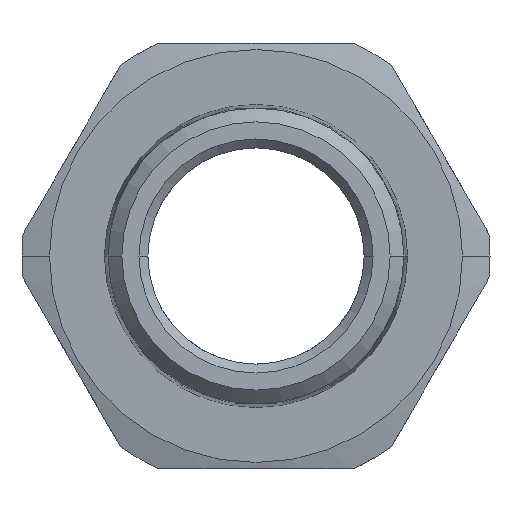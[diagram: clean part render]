
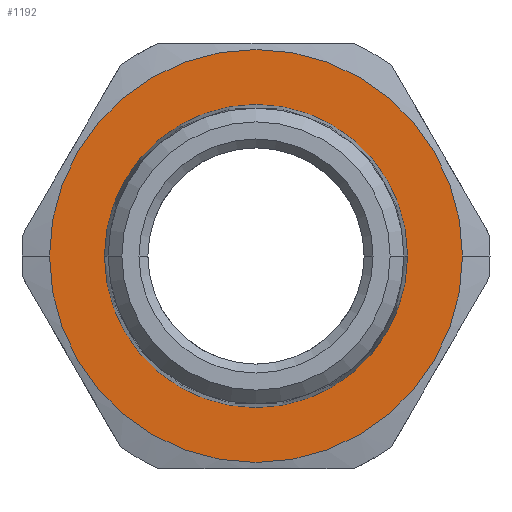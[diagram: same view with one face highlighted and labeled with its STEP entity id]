
A CAD part, left-side view. The second image highlights one B-rep face of the part: STEP entity #1192.
In plain terms, the highlighted planar face has unit normal (-1, 0, 0).
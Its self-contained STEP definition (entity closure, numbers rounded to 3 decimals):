
#1 = VERTEX_POINT ( 'NONE', #396 ) ;
#139 = ORIENTED_EDGE ( 'NONE', *, *, #790, .T. ) ;
#331 = VERTEX_POINT ( 'NONE', #1294 ) ;
#337 = DIRECTION ( 'NONE',  ( 1., 0., 0. ) ) ;
#394 = DIRECTION ( 'NONE',  ( 1., 0., 0. ) ) ;
#395 = AXIS2_PLACEMENT_3D ( 'NONE', #924, #337, #509 ) ;
#396 = CARTESIAN_POINT ( 'NONE',  ( -3.5, -11.65, 0. ) ) ;
#503 = CARTESIAN_POINT ( 'NONE',  ( -3.5, 0., 0. ) ) ;
#509 = DIRECTION ( 'NONE',  ( 0., -1., 0. ) ) ;
#544 = EDGE_CURVE ( 'NONE', #621, #1, #895, .T. ) ;
#621 = VERTEX_POINT ( 'NONE', #1060 ) ;
#679 = EDGE_CURVE ( 'NONE', #1, #621, #2094, .T. ) ;
#710 = EDGE_LOOP ( 'NONE', ( #139, #1125 ) ) ;
#749 = ORIENTED_EDGE ( 'NONE', *, *, #679, .F. ) ;
#790 = EDGE_CURVE ( 'NONE', #331, #1491, #2481, .T. ) ;
#850 = AXIS2_PLACEMENT_3D ( 'NONE', #2375, #2024, #2012 ) ;
#895 = CIRCLE ( 'NONE', #1821, 11.65 ) ;
#924 = CARTESIAN_POINT ( 'NONE',  ( -3.5, 0., 0. ) ) ;
#961 = ORIENTED_EDGE ( 'NONE', *, *, #544, .F. ) ;
#1000 = CARTESIAN_POINT ( 'NONE',  ( -3.5, 0., 13.2 ) ) ;
#1060 = CARTESIAN_POINT ( 'NONE',  ( -3.5, 11.65, 0. ) ) ;
#1125 = ORIENTED_EDGE ( 'NONE', *, *, #1850, .T. ) ;
#1192 = ADVANCED_FACE ( 'NONE', ( #1305, #2351 ), #1815, .F. ) ;
#1294 = CARTESIAN_POINT ( 'NONE',  ( -3.5, -8.55, 0. ) ) ;
#1305 = FACE_BOUND ( 'NONE', #710, .T. ) ;
#1378 = DIRECTION ( 'NONE',  ( 1., 0., 0. ) ) ;
#1474 = CIRCLE ( 'NONE', #850, 8.55 ) ;
#1491 = VERTEX_POINT ( 'NONE', #2462 ) ;
#1601 = CARTESIAN_POINT ( 'NONE',  ( -3.5, 0., 0. ) ) ;
#1685 = DIRECTION ( 'NONE',  ( 1., 0., 0. ) ) ;
#1760 = AXIS2_PLACEMENT_3D ( 'NONE', #1000, #1378, #2391 ) ;
#1778 = DIRECTION ( 'NONE',  ( 0., -1., 0. ) ) ;
#1815 = PLANE ( 'NONE',  #1760 ) ;
#1821 = AXIS2_PLACEMENT_3D ( 'NONE', #1601, #394, #1778 ) ;
#1850 = EDGE_CURVE ( 'NONE', #1491, #331, #1474, .T. ) ;
#1935 = EDGE_LOOP ( 'NONE', ( #749, #961 ) ) ;
#2012 = DIRECTION ( 'NONE',  ( 0., -1., 0. ) ) ;
#2024 = DIRECTION ( 'NONE',  ( 1., 0., 0. ) ) ;
#2034 = AXIS2_PLACEMENT_3D ( 'NONE', #503, #1685, #2453 ) ;
#2094 = CIRCLE ( 'NONE', #2034, 11.65 ) ;
#2351 = FACE_OUTER_BOUND ( 'NONE', #1935, .T. ) ;
#2375 = CARTESIAN_POINT ( 'NONE',  ( -3.5, 0., 0. ) ) ;
#2391 = DIRECTION ( 'NONE',  ( 0., -1., 0. ) ) ;
#2453 = DIRECTION ( 'NONE',  ( 0., -1., 0. ) ) ;
#2462 = CARTESIAN_POINT ( 'NONE',  ( -3.5, 8.55, 0. ) ) ;
#2481 = CIRCLE ( 'NONE', #395, 8.55 ) ;
